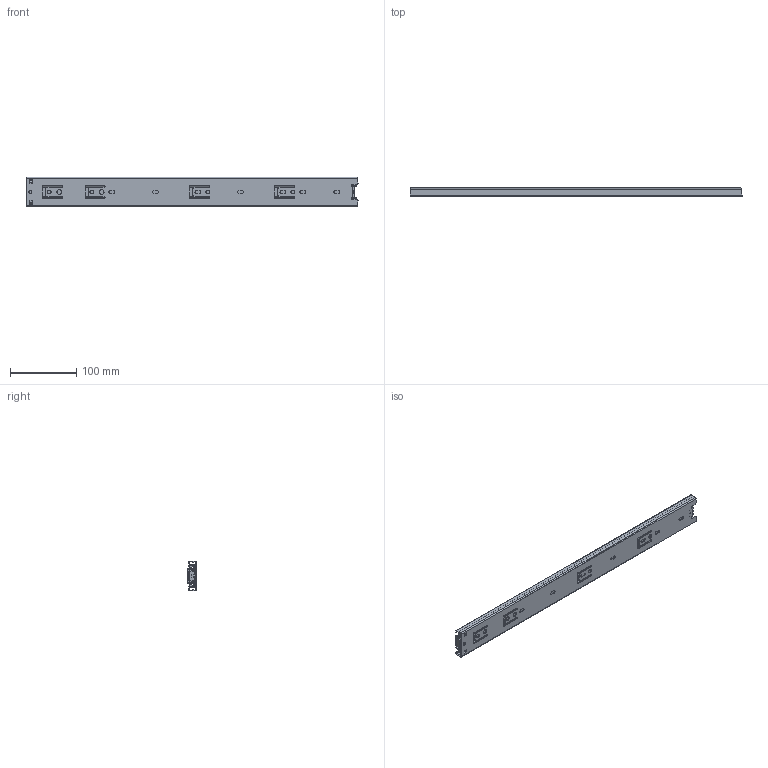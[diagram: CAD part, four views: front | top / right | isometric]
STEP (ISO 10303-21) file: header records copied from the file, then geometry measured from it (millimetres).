
FILE_DESCRIPTION (( 'STEP AP214' ), '1' );
FILE_NAME ('F002910-CLOSED_3D.step', '2022-06-06T11:47:09', ( '' ), ( '' ), 'SwSTEP 2.0', 'SolidWorks 2020', '' );
FILE_SCHEMA (( 'AUTOMOTIVE_DESIGN' ));
Length unit declared in the file: millimetre
Products named in the file (6): doraz zadni cast; F002910-CLOSED_3D; straedni castdoraz; vnitrni bez tlumeni 500 mm; stredni bez tlumeni 500; Vnejsi bez tlumeni 500 mm
Assembly tree (5 placements, depth 2):
  F002910-CLOSED_3D
    Vnejsi bez tlumeni 500 mm
    stredni bez tlumeni 500
    vnitrni bez tlumeni 500 mm
    doraz zadni cast
    straedni castdoraz
Bounding box: 500 x 12.7 x 44.7 mm (x, y, z)
Volume: 97422.6 mm3; surface area: 158627.6 mm2
Topology: 5 solids, 5 shells, 323 faces, 935 edges, 622 vertices
Faces by surface type: cylinder 159, plane 158, cone 6
Entity records: 11314 total; most frequent: CARTESIAN_POINT 2125, DIRECTION 1914, ORIENTED_EDGE 1870, EDGE_CURVE 935, AXIS2_PLACEMENT_3D 655, VERTEX_POINT 622, LINE 604, VECTOR 604
